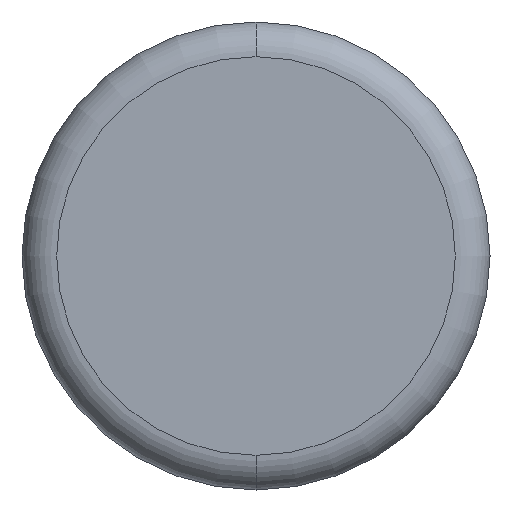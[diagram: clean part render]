
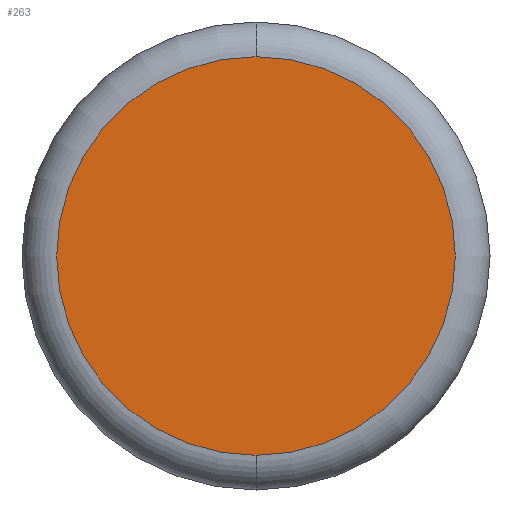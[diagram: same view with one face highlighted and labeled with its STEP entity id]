
A CAD part, front view. The second image highlights one B-rep face of the part: STEP entity #263.
In plain terms, the highlighted planar face has unit normal (0, -1, 0).
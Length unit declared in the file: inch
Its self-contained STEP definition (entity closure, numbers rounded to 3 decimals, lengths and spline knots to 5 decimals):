
#23 = EDGE_CURVE ( 'NONE', #36, #247, #135, .T. ) ;
#25 = AXIS2_PLACEMENT_3D ( 'NONE', #259, #110, #91 ) ;
#36 = VERTEX_POINT ( 'NONE', #99 ) ;
#39 = DIRECTION ( 'NONE',  ( 0., 0., 1. ) ) ;
#50 = AXIS2_PLACEMENT_3D ( 'NONE', #115, #73, #162 ) ;
#59 = ORIENTED_EDGE ( 'NONE', *, *, #23, .T. ) ;
#67 = EDGE_CURVE ( 'NONE', #247, #36, #195, .T. ) ;
#73 = DIRECTION ( 'NONE',  ( 0., 1., 0. ) ) ;
#84 = EDGE_LOOP ( 'NONE', ( #59, #254 ) ) ;
#91 = DIRECTION ( 'NONE',  ( 0., 0., 1. ) ) ;
#99 = CARTESIAN_POINT ( 'NONE',  ( 0., 0., 0.00575 ) ) ;
#110 = DIRECTION ( 'NONE',  ( 0., -1., 0. ) ) ;
#115 = CARTESIAN_POINT ( 'NONE',  ( 0., 0., 0. ) ) ;
#130 = AXIS2_PLACEMENT_3D ( 'NONE', #233, #213, #39 ) ;
#135 = CIRCLE ( 'NONE', #130, 0.00575 ) ;
#162 = DIRECTION ( 'NONE',  ( 0., 0., 1. ) ) ;
#195 = CIRCLE ( 'NONE', #25, 0.00575 ) ;
#208 = PLANE ( 'NONE',  #50 ) ;
#213 = DIRECTION ( 'NONE',  ( 0., -1., 0. ) ) ;
#233 = CARTESIAN_POINT ( 'NONE',  ( 0., 0., 0. ) ) ;
#243 = CARTESIAN_POINT ( 'NONE',  ( 0., 0., -0.00575 ) ) ;
#247 = VERTEX_POINT ( 'NONE', #243 ) ;
#254 = ORIENTED_EDGE ( 'NONE', *, *, #67, .T. ) ;
#259 = CARTESIAN_POINT ( 'NONE',  ( 0., 0., 0. ) ) ;
#263 = ADVANCED_FACE ( 'NONE', ( #267 ), #208, .F. ) ;
#267 = FACE_OUTER_BOUND ( 'NONE', #84, .T. ) ;
